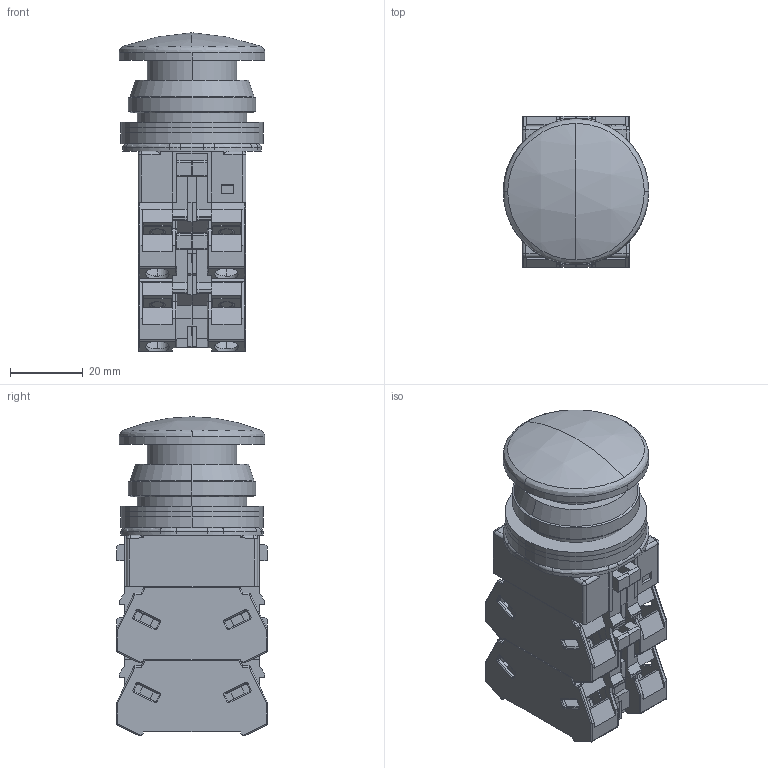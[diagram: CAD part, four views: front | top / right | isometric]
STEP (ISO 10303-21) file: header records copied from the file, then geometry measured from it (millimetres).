
FILE_DESCRIPTION (( 'STEP AP203' ), '1' );
FILE_NAME ('OUTSIDE-ABN3_AON3.STEP', '2017-03-14T07:22:32', ( '' ), ( '' ), 'SwSTEP 2.0', 'SolidWorks 2014', '' );
FILE_SCHEMA (( 'CONFIG_CONTROL_DESIGN' ));
Length unit declared in the file: millimetre
Products named in the file (6): OUTSIDE-OW-11; OUTSIDE-ABN3_AON3; OUTSIDE-ABN3_AON3_BODY; OUTSIDE-OG-11; OUTSIDE-OW-12; OUTSIDE-HW-U
Assembly tree (9 placements, depth 2):
  OUTSIDE-ABN3_AON3
    OUTSIDE-ABN3_AON3_BODY
    OUTSIDE-OW-12
    OUTSIDE-OW-11  x2
    OUTSIDE-OG-11
    OUTSIDE-HW-U  x4
Bounding box: 40 x 41.4 x 87.4 mm (x, y, z)
Volume: 81203.6 mm3; surface area: 35457.2 mm2
Topology: 10 solids, 10 shells, 1256 faces, 3413 edges, 2183 vertices
Faces by surface type: plane 738, cylinder 326, bspline 152, cone 22, torus 12, sphere 6
Entity records: 15958 total; most frequent: CARTESIAN_POINT 4307, ORIENTED_EDGE 2352, DIRECTION 2188, EDGE_CURVE 1176, VECTOR 804, LINE 804, VERTEX_POINT 757, AXIS2_PLACEMENT_3D 692
